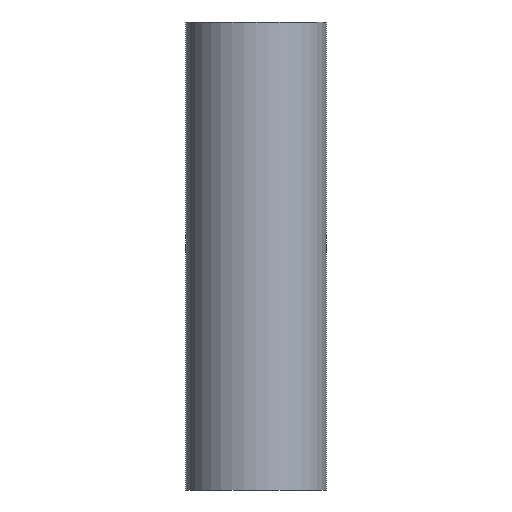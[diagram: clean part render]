
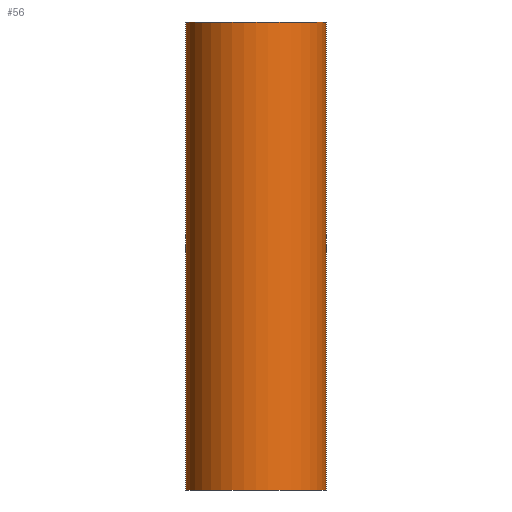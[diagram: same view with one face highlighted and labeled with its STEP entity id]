
A CAD part, front view. The second image highlights one B-rep face of the part: STEP entity #56.
In plain terms, the highlighted cylindrical face has radius 15 mm (diameter 30 mm), a full revolution.
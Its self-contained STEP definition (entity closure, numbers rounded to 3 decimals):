
#18=FACE_BOUND('',#28,.T.);
#22=FACE_OUTER_BOUND('',#27,.T.);
#27=EDGE_LOOP('',(#47));
#28=EDGE_LOOP('',(#48));
#35=CIRCLE('',#65,15.);
#36=CIRCLE('',#66,15.);
#39=VERTEX_POINT('',#94);
#40=VERTEX_POINT('',#96);
#43=EDGE_CURVE('',#39,#39,#35,.T.);
#44=EDGE_CURVE('',#40,#40,#36,.T.);
#47=ORIENTED_EDGE('',*,*,#43,.F.);
#48=ORIENTED_EDGE('',*,*,#44,.F.);
#54=CYLINDRICAL_SURFACE('',#64,15.);
#56=ADVANCED_FACE('',(#22,#18),#54,.T.);
#64=AXIS2_PLACEMENT_3D('',#93,#77,#78);
#65=AXIS2_PLACEMENT_3D('',#95,#79,#80);
#66=AXIS2_PLACEMENT_3D('',#97,#81,#82);
#77=DIRECTION('center_axis',(0.,0.,1.));
#78=DIRECTION('ref_axis',(-1.,0.,0.));
#79=DIRECTION('center_axis',(0.,0.,1.));
#80=DIRECTION('ref_axis',(-1.,0.,0.));
#81=DIRECTION('center_axis',(0.,0.,-1.));
#82=DIRECTION('ref_axis',(-1.,0.,0.));
#93=CARTESIAN_POINT('Origin',(0.,0.,0.));
#94=CARTESIAN_POINT('',(15.,0.,100.));
#95=CARTESIAN_POINT('Origin',(0.,0.,100.));
#96=CARTESIAN_POINT('',(15.,0.,0.));
#97=CARTESIAN_POINT('Origin',(0.,0.,0.));
